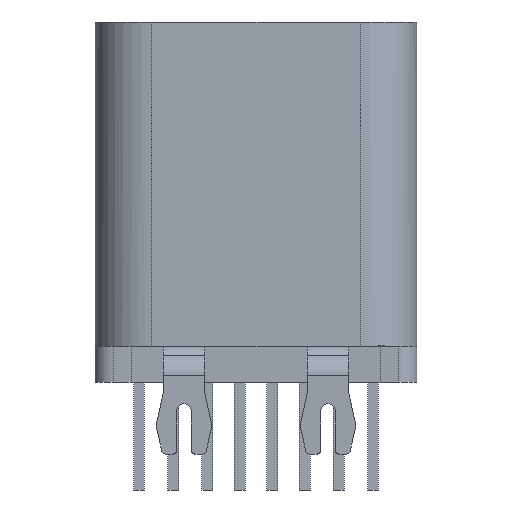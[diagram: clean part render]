
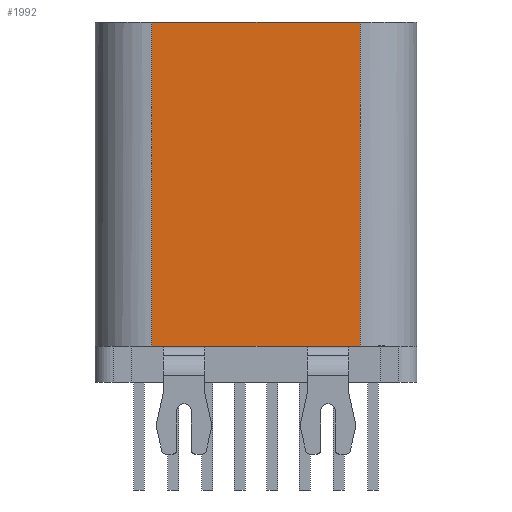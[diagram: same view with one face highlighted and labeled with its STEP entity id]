
A CAD part, front view. The second image highlights one B-rep face of the part: STEP entity #1992.
In plain terms, the highlighted planar face has unit normal (0, -1, 0).
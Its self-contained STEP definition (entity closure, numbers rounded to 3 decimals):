
#122 = CARTESIAN_POINT ( 'NONE',  ( 2.89, -1.58, 1. ) ) ;
#555 = CARTESIAN_POINT ( 'NONE',  ( 2.89, -1.58, 10. ) ) ;
#563 = VECTOR ( 'NONE', #13090, 1000. ) ;
#907 = VERTEX_POINT ( 'NONE', #20925 ) ;
#1003 = FACE_OUTER_BOUND ( 'NONE', #19707, .T. ) ;
#1049 = VERTEX_POINT ( 'NONE', #22020 ) ;
#1278 = ORIENTED_EDGE ( 'NONE', *, *, #3975, .T. ) ;
#1377 = EDGE_CURVE ( 'NONE', #22247, #5702, #5255, .T. ) ;
#1445 = DIRECTION ( 'NONE',  ( -1., 0., 0. ) ) ;
#1478 = DIRECTION ( 'NONE',  ( 1., 0., 0. ) ) ;
#1600 = LINE ( 'NONE', #18218, #2693 ) ;
#1666 = VECTOR ( 'NONE', #19846, 1000. ) ;
#1992 = ADVANCED_FACE ( 'NONE', ( #1003 ), #23876, .F. ) ;
#2693 = VECTOR ( 'NONE', #1478, 1000. ) ;
#3059 = VECTOR ( 'NONE', #1445, 1000. ) ;
#3754 = CARTESIAN_POINT ( 'NONE',  ( -2.89, -1.58, 1. ) ) ;
#3975 = EDGE_CURVE ( 'NONE', #1049, #23240, #24213, .T. ) ;
#3980 = EDGE_CURVE ( 'NONE', #19345, #21327, #9023, .T. ) ;
#4392 = VECTOR ( 'NONE', #16681, 1000. ) ;
#4579 = DIRECTION ( 'NONE',  ( 0., 0., -1. ) ) ;
#4723 = ORIENTED_EDGE ( 'NONE', *, *, #8981, .T. ) ;
#5255 = LINE ( 'NONE', #24006, #563 ) ;
#5702 = VERTEX_POINT ( 'NONE', #3754 ) ;
#6469 = CARTESIAN_POINT ( 'NONE',  ( -2.89, -1.58, 10. ) ) ;
#6742 = DIRECTION ( 'NONE',  ( 0., 1., 0. ) ) ;
#7075 = CARTESIAN_POINT ( 'NONE',  ( -2.89, -1.58, 1. ) ) ;
#7520 = CARTESIAN_POINT ( 'NONE',  ( 2.775, -1.58, 1. ) ) ;
#7610 = EDGE_CURVE ( 'NONE', #19345, #907, #1600, .T. ) ;
#7831 = ORIENTED_EDGE ( 'NONE', *, *, #7610, .T. ) ;
#8430 = EDGE_CURVE ( 'NONE', #12503, #23240, #16060, .T. ) ;
#8446 = CARTESIAN_POINT ( 'NONE',  ( -2.89, -1.58, 10. ) ) ;
#8500 = DIRECTION ( 'NONE',  ( 1., 0., 0. ) ) ;
#8870 = ORIENTED_EDGE ( 'NONE', *, *, #23321, .F. ) ;
#8981 = EDGE_CURVE ( 'NONE', #5702, #21327, #23905, .T. ) ;
#9023 = LINE ( 'NONE', #14787, #4392 ) ;
#10327 = VECTOR ( 'NONE', #4579, 1000. ) ;
#11088 = CARTESIAN_POINT ( 'NONE',  ( -2.577, -1.58, 1. ) ) ;
#11273 = LINE ( 'NONE', #7520, #3059 ) ;
#11446 = ORIENTED_EDGE ( 'NONE', *, *, #8430, .F. ) ;
#12485 = CARTESIAN_POINT ( 'NONE',  ( -2.89, -1.58, 10. ) ) ;
#12503 = VERTEX_POINT ( 'NONE', #15624 ) ;
#12753 = VECTOR ( 'NONE', #22308, 1000. ) ;
#12965 = EDGE_CURVE ( 'NONE', #1049, #907, #11273, .T. ) ;
#13090 = DIRECTION ( 'NONE',  ( 0., 0., -1. ) ) ;
#14199 = AXIS2_PLACEMENT_3D ( 'NONE', #12485, #6742, #21613 ) ;
#14341 = VECTOR ( 'NONE', #8500, 1000. ) ;
#14501 = CARTESIAN_POINT ( 'NONE',  ( -1.423, -1.58, 1. ) ) ;
#14667 = ORIENTED_EDGE ( 'NONE', *, *, #12965, .F. ) ;
#14787 = CARTESIAN_POINT ( 'NONE',  ( -2.775, -1.58, 1. ) ) ;
#15624 = CARTESIAN_POINT ( 'NONE',  ( 2.89, -1.58, 10. ) ) ;
#16060 = LINE ( 'NONE', #555, #10327 ) ;
#16681 = DIRECTION ( 'NONE',  ( -1., 0., 0. ) ) ;
#18218 = CARTESIAN_POINT ( 'NONE',  ( -2.89, -1.58, 1. ) ) ;
#19345 = VERTEX_POINT ( 'NONE', #14501 ) ;
#19707 = EDGE_LOOP ( 'NONE', ( #4723, #21494, #7831, #14667, #1278, #11446, #8870, #23721 ) ) ;
#19846 = DIRECTION ( 'NONE',  ( 1., 0., 0. ) ) ;
#20285 = CARTESIAN_POINT ( 'NONE',  ( -2.89, -1.58, 1. ) ) ;
#20925 = CARTESIAN_POINT ( 'NONE',  ( 1.423, -1.58, 1. ) ) ;
#21327 = VERTEX_POINT ( 'NONE', #11088 ) ;
#21494 = ORIENTED_EDGE ( 'NONE', *, *, #3980, .F. ) ;
#21613 = DIRECTION ( 'NONE',  ( 0., 0., 1. ) ) ;
#22020 = CARTESIAN_POINT ( 'NONE',  ( 2.577, -1.58, 1. ) ) ;
#22247 = VERTEX_POINT ( 'NONE', #6469 ) ;
#22294 = LINE ( 'NONE', #8446, #1666 ) ;
#22308 = DIRECTION ( 'NONE',  ( 1., 0., 0. ) ) ;
#23240 = VERTEX_POINT ( 'NONE', #122 ) ;
#23321 = EDGE_CURVE ( 'NONE', #22247, #12503, #22294, .T. ) ;
#23721 = ORIENTED_EDGE ( 'NONE', *, *, #1377, .T. ) ;
#23876 = PLANE ( 'NONE',  #14199 ) ;
#23905 = LINE ( 'NONE', #20285, #14341 ) ;
#24006 = CARTESIAN_POINT ( 'NONE',  ( -2.89, -1.58, 10. ) ) ;
#24213 = LINE ( 'NONE', #7075, #12753 ) ;
